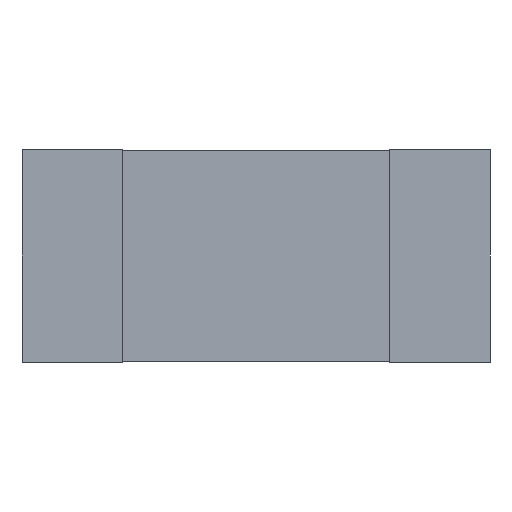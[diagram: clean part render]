
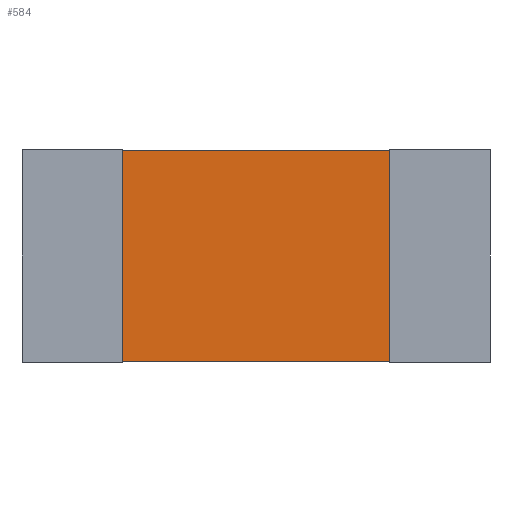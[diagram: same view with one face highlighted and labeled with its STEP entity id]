
A CAD part, front view. The second image highlights one B-rep face of the part: STEP entity #584.
In plain terms, the highlighted planar face has unit normal (0, -1, 0).
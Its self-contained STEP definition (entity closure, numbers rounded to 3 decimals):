
#44=FACE_OUTER_BOUND('',#76,.T.);
#76=EDGE_LOOP('',(#469,#470,#471,#472));
#144=LINE('',#899,#216);
#145=LINE('',#902,#217);
#146=LINE('',#904,#218);
#147=LINE('',#905,#219);
#216=VECTOR('',#745,4.972);
#217=VECTOR('',#748,6.28);
#218=VECTOR('',#749,6.28);
#219=VECTOR('',#750,4.972);
#265=VERTEX_POINT('',#892);
#268=VERTEX_POINT('',#897);
#269=VERTEX_POINT('',#901);
#270=VERTEX_POINT('',#903);
#336=EDGE_CURVE('',#265,#268,#144,.T.);
#337=EDGE_CURVE('',#269,#265,#145,.T.);
#338=EDGE_CURVE('',#270,#268,#146,.T.);
#339=EDGE_CURVE('',#269,#270,#147,.T.);
#469=ORIENTED_EDGE('',*,*,#337,.T.);
#470=ORIENTED_EDGE('',*,*,#336,.T.);
#471=ORIENTED_EDGE('',*,*,#338,.F.);
#472=ORIENTED_EDGE('',*,*,#339,.F.);
#516=PLANE('',#621);
#584=ADVANCED_FACE('',(#44),#516,.T.);
#621=AXIS2_PLACEMENT_3D('',#900,#746,#747);
#745=DIRECTION('',(0.,0.,-1.));
#746=DIRECTION('center_axis',(0.,-1.,0.));
#747=DIRECTION('ref_axis',(-1.,0.,0.));
#748=DIRECTION('',(-1.,0.,0.));
#749=DIRECTION('',(-1.,0.,0.));
#750=DIRECTION('',(0.,0.,-1.));
#892=CARTESIAN_POINT('',(2.346,-0.014,4.972));
#897=CARTESIAN_POINT('',(2.346,-0.014,0.));
#899=CARTESIAN_POINT('',(2.346,-0.014,4.972));
#900=CARTESIAN_POINT('Origin',(8.626,-0.014,4.972));
#901=CARTESIAN_POINT('',(8.626,-0.014,4.972));
#902=CARTESIAN_POINT('',(8.626,-0.014,4.972));
#903=CARTESIAN_POINT('',(8.626,-0.014,0.));
#904=CARTESIAN_POINT('',(8.626,-0.014,0.));
#905=CARTESIAN_POINT('',(8.626,-0.014,4.972));
